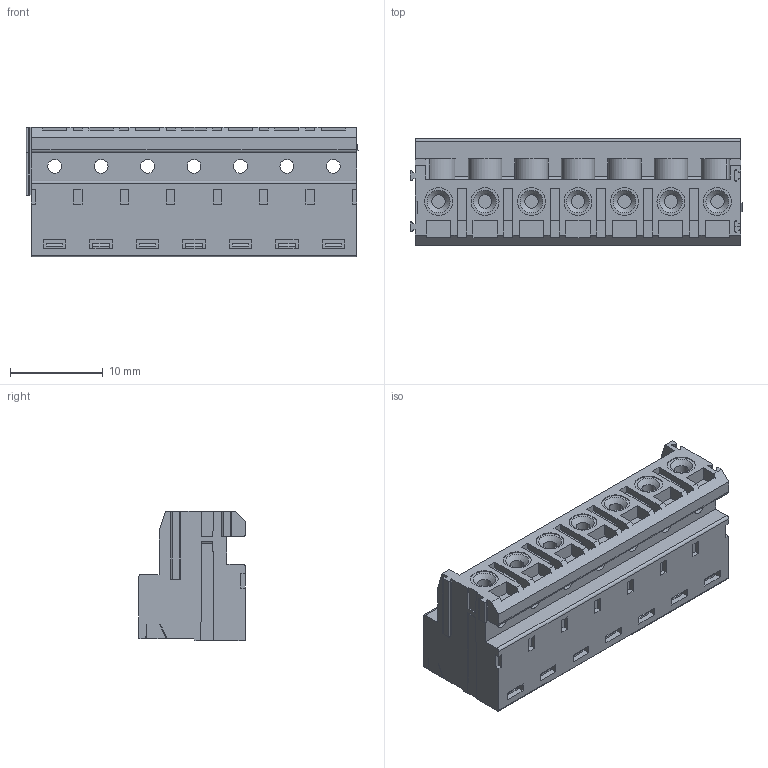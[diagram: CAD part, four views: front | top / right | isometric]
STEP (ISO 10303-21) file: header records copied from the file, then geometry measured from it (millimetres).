
FILE_DESCRIPTION(('STEP AP214'),'1');
FILE_NAME('SHCS04-10.stp','2018-11-12T17:02:21',(' '),(' '),'Spatial InterOp 3D',' ',' ');
FILE_SCHEMA(('AUTOMOTIVE_DESIGN { 1 0 10303 214 1 1 1 1 }'));
Length unit declared in the file: metre
Products named in the file (1): 1
Bounding box: 35.73 x 11.5 x 13.9 mm (x, y, z)
Volume: 3417.6 mm3; surface area: 4365.2 mm2
Topology: 1 solids, 1 shells, 675 faces, 1887 edges, 1245 vertices
Faces by surface type: plane 545, cylinder 109, cone 21
Full cylindrical faces by diameter (mm): 1.45 x7, 1.5 x7, 2.6 x4, 2.7 x7, 3 x7, 3.6 x9, 3.8 x7
Entity records: 26559 total; most frequent: CARTESIAN_POINT 4029, ORIENTED_EDGE 3542, DIRECTION 3325, EDGE_CURVE 1771, LINE 1523, VECTOR 1523, VERTEX_POINT 1200, AXIS2_PLACEMENT_3D 901
